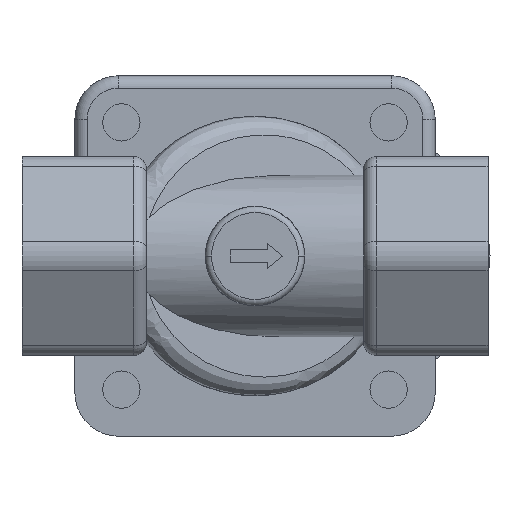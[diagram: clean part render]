
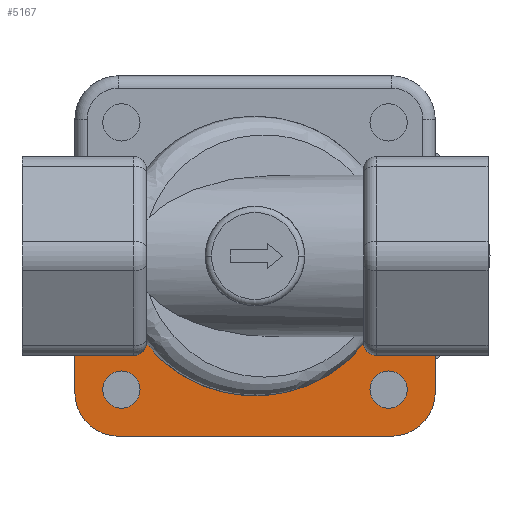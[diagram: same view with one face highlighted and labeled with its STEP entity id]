
A CAD part, front view. The second image highlights one B-rep face of the part: STEP entity #5167.
In plain terms, the highlighted planar face has unit normal (0, -1, 0).
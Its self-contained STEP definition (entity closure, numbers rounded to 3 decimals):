
#16 = EDGE_CURVE ( 'NONE', #6741, #5398, #9783, .T. ) ;
#128 = CIRCLE ( 'NONE', #3176, 2. ) ;
#197 = CARTESIAN_POINT ( 'NONE',  ( 19.5, -7., -16. ) ) ;
#214 = EDGE_CURVE ( 'NONE', #11165, #5657, #1555, .T. ) ;
#461 = AXIS2_PLACEMENT_3D ( 'NONE', #2966, #3152, #1004 ) ;
#575 = ORIENTED_EDGE ( 'NONE', *, *, #8547, .F. ) ;
#607 = DIRECTION ( 'NONE',  ( 0., -1., 0. ) ) ;
#810 = FACE_OUTER_BOUND ( 'NONE', #4637, .T. ) ;
#869 = DIRECTION ( 'NONE',  ( 1., 0., 0. ) ) ;
#1004 = DIRECTION ( 'NONE',  ( 0., 0., 1. ) ) ;
#1057 = LINE ( 'NONE', #5168, #9931 ) ;
#1058 = PLANE ( 'NONE',  #8363 ) ;
#1226 = DIRECTION ( 'NONE',  ( 0., 1., 0. ) ) ;
#1231 = ORIENTED_EDGE ( 'NONE', *, *, #4266, .F. ) ;
#1384 = CIRCLE ( 'NONE', #8452, 3. ) ;
#1436 = DIRECTION ( 'NONE',  ( -1., 0., 0. ) ) ;
#1538 = DIRECTION ( 'NONE',  ( 0., 0., 1. ) ) ;
#1555 = LINE ( 'NONE', #2321, #1709 ) ;
#1577 = VERTEX_POINT ( 'NONE', #4466 ) ;
#1709 = VECTOR ( 'NONE', #1436, 1000. ) ;
#1831 = VERTEX_POINT ( 'NONE', #197 ) ;
#1861 = VERTEX_POINT ( 'NONE', #4899 ) ;
#1914 = CARTESIAN_POINT ( 'NONE',  ( -19.5, -7., -14. ) ) ;
#1933 = EDGE_CURVE ( 'NONE', #1831, #11254, #1057, .T. ) ;
#1951 = DIRECTION ( 'NONE',  ( 0., 0., 1. ) ) ;
#2148 = DIRECTION ( 'NONE',  ( 0., 0., 1. ) ) ;
#2251 = LINE ( 'NONE', #7942, #5519 ) ;
#2280 = EDGE_CURVE ( 'NONE', #1861, #8359, #2539, .T. ) ;
#2321 = CARTESIAN_POINT ( 'NONE',  ( -17.5, -7., -16. ) ) ;
#2465 = EDGE_LOOP ( 'NONE', ( #5016, #3872 ) ) ;
#2489 = EDGE_CURVE ( 'NONE', #5017, #1577, #6998, .T. ) ;
#2539 = CIRCLE ( 'NONE', #4155, 7. ) ;
#2664 = CARTESIAN_POINT ( 'NONE',  ( 29., -7., -16. ) ) ;
#2778 = CARTESIAN_POINT ( 'NONE',  ( 21.5, -7., -21.5 ) ) ;
#2858 = DIRECTION ( 'NONE',  ( 0., 0., -1. ) ) ;
#2966 = CARTESIAN_POINT ( 'NONE',  ( 0., -7., 0. ) ) ;
#3036 = CARTESIAN_POINT ( 'NONE',  ( -21.5, -7., -21.5 ) ) ;
#3119 = CARTESIAN_POINT ( 'NONE',  ( -19.5, -7., -16. ) ) ;
#3152 = DIRECTION ( 'NONE',  ( 0., -1., 0. ) ) ;
#3176 = AXIS2_PLACEMENT_3D ( 'NONE', #5724, #607, #8322 ) ;
#3293 = CARTESIAN_POINT ( 'NONE',  ( 24.5, -7., -21.5 ) ) ;
#3371 = EDGE_CURVE ( 'NONE', #11165, #6321, #11061, .T. ) ;
#3424 = DIRECTION ( 'NONE',  ( 0., 0., 1. ) ) ;
#3536 = EDGE_CURVE ( 'NONE', #11806, #6486, #11472, .T. ) ;
#3811 = VECTOR ( 'NONE', #11392, 1000. ) ;
#3844 = ORIENTED_EDGE ( 'NONE', *, *, #214, .T. ) ;
#3872 = ORIENTED_EDGE ( 'NONE', *, *, #5346, .T. ) ;
#3929 = VERTEX_POINT ( 'NONE', #8206 ) ;
#4136 = EDGE_CURVE ( 'NONE', #1577, #5657, #2251, .T. ) ;
#4155 = AXIS2_PLACEMENT_3D ( 'NONE', #9717, #1226, #5083 ) ;
#4266 = EDGE_CURVE ( 'NONE', #6321, #3929, #9767, .T. ) ;
#4363 = AXIS2_PLACEMENT_3D ( 'NONE', #7305, #7189, #1538 ) ;
#4466 = CARTESIAN_POINT ( 'NONE',  ( -29., -7., -22. ) ) ;
#4551 = CARTESIAN_POINT ( 'NONE',  ( -22., -7., -29. ) ) ;
#4565 = CARTESIAN_POINT ( 'NONE',  ( 18.5, -7., -21.5 ) ) ;
#4637 = EDGE_LOOP ( 'NONE', ( #8829, #9390, #11041, #575, #1231, #8304, #3844, #11183, #6880, #8048 ) ) ;
#4899 = CARTESIAN_POINT ( 'NONE',  ( 29., -7., -22. ) ) ;
#5016 = ORIENTED_EDGE ( 'NONE', *, *, #3536, .T. ) ;
#5017 = VERTEX_POINT ( 'NONE', #4551 ) ;
#5083 = DIRECTION ( 'NONE',  ( 0., 0., 1. ) ) ;
#5167 = ADVANCED_FACE ( 'NONE', ( #810, #10692, #9733 ), #1058, .F. ) ;
#5168 = CARTESIAN_POINT ( 'NONE',  ( 20., -7., -16. ) ) ;
#5188 = EDGE_LOOP ( 'NONE', ( #12425, #10035 ) ) ;
#5346 = EDGE_CURVE ( 'NONE', #6486, #11806, #10196, .T. ) ;
#5398 = VERTEX_POINT ( 'NONE', #3293 ) ;
#5444 = CARTESIAN_POINT ( 'NONE',  ( -21.5, -7., -21.5 ) ) ;
#5519 = VECTOR ( 'NONE', #8776, 1000. ) ;
#5562 = DIRECTION ( 'NONE',  ( 0., 0., 1. ) ) ;
#5657 = VERTEX_POINT ( 'NONE', #7125 ) ;
#5680 = DIRECTION ( 'NONE',  ( 0., 1., 0. ) ) ;
#5724 = CARTESIAN_POINT ( 'NONE',  ( 19.5, -7., -14. ) ) ;
#5926 = CARTESIAN_POINT ( 'NONE',  ( 22., -7., -29. ) ) ;
#6241 = EDGE_CURVE ( 'NONE', #11254, #1861, #11540, .T. ) ;
#6321 = VERTEX_POINT ( 'NONE', #8858 ) ;
#6486 = VERTEX_POINT ( 'NONE', #10450 ) ;
#6557 = AXIS2_PLACEMENT_3D ( 'NONE', #3036, #10769, #2148 ) ;
#6586 = AXIS2_PLACEMENT_3D ( 'NONE', #1914, #10718, #7546 ) ;
#6641 = CARTESIAN_POINT ( 'NONE',  ( 20., -7., 0. ) ) ;
#6741 = VERTEX_POINT ( 'NONE', #4565 ) ;
#6880 = ORIENTED_EDGE ( 'NONE', *, *, #2489, .F. ) ;
#6998 = CIRCLE ( 'NONE', #4363, 7. ) ;
#7125 = CARTESIAN_POINT ( 'NONE',  ( -29., -7., -16. ) ) ;
#7189 = DIRECTION ( 'NONE',  ( 0., 1., 0. ) ) ;
#7232 = DIRECTION ( 'NONE',  ( 0., 1., 0. ) ) ;
#7305 = CARTESIAN_POINT ( 'NONE',  ( -22., -7., -22. ) ) ;
#7546 = DIRECTION ( 'NONE',  ( 0., 0., 1. ) ) ;
#7583 = LINE ( 'NONE', #7650, #3811 ) ;
#7650 = CARTESIAN_POINT ( 'NONE',  ( -29., -7., -29. ) ) ;
#7942 = CARTESIAN_POINT ( 'NONE',  ( -29., -7., 29. ) ) ;
#8048 = ORIENTED_EDGE ( 'NONE', *, *, #8150, .F. ) ;
#8150 = EDGE_CURVE ( 'NONE', #8359, #5017, #7583, .T. ) ;
#8206 = CARTESIAN_POINT ( 'NONE',  ( 17.505, -7., -14.136 ) ) ;
#8264 = EDGE_CURVE ( 'NONE', #5398, #6741, #1384, .T. ) ;
#8304 = ORIENTED_EDGE ( 'NONE', *, *, #3371, .F. ) ;
#8322 = DIRECTION ( 'NONE',  ( 0., 0., -1. ) ) ;
#8359 = VERTEX_POINT ( 'NONE', #5926 ) ;
#8363 = AXIS2_PLACEMENT_3D ( 'NONE', #6641, #5680, #869 ) ;
#8452 = AXIS2_PLACEMENT_3D ( 'NONE', #2778, #8603, #5562 ) ;
#8535 = CARTESIAN_POINT ( 'NONE',  ( 21.5, -7., -21.5 ) ) ;
#8547 = EDGE_CURVE ( 'NONE', #3929, #1831, #128, .T. ) ;
#8603 = DIRECTION ( 'NONE',  ( 0., 1., 0. ) ) ;
#8776 = DIRECTION ( 'NONE',  ( 0., 0., 1. ) ) ;
#8829 = ORIENTED_EDGE ( 'NONE', *, *, #2280, .F. ) ;
#8858 = CARTESIAN_POINT ( 'NONE',  ( -17.505, -7., -14.136 ) ) ;
#9033 = DIRECTION ( 'NONE',  ( 1., 0., 0. ) ) ;
#9390 = ORIENTED_EDGE ( 'NONE', *, *, #6241, .F. ) ;
#9629 = CARTESIAN_POINT ( 'NONE',  ( 29., -7., -29. ) ) ;
#9717 = CARTESIAN_POINT ( 'NONE',  ( 22., -7., -22. ) ) ;
#9733 = FACE_BOUND ( 'NONE', #5188, .T. ) ;
#9767 = CIRCLE ( 'NONE', #461, 22.5 ) ;
#9783 = CIRCLE ( 'NONE', #11214, 3. ) ;
#9931 = VECTOR ( 'NONE', #9033, 1000. ) ;
#10035 = ORIENTED_EDGE ( 'NONE', *, *, #16, .T. ) ;
#10196 = CIRCLE ( 'NONE', #6557, 3. ) ;
#10450 = CARTESIAN_POINT ( 'NONE',  ( -24.5, -7., -21.5 ) ) ;
#10633 = DIRECTION ( 'NONE',  ( 0., 1., 0. ) ) ;
#10692 = FACE_BOUND ( 'NONE', #2465, .T. ) ;
#10718 = DIRECTION ( 'NONE',  ( 0., -1., 0. ) ) ;
#10769 = DIRECTION ( 'NONE',  ( 0., 1., 0. ) ) ;
#10917 = VECTOR ( 'NONE', #2858, 1000. ) ;
#11041 = ORIENTED_EDGE ( 'NONE', *, *, #1933, .F. ) ;
#11061 = CIRCLE ( 'NONE', #6586, 2. ) ;
#11165 = VERTEX_POINT ( 'NONE', #3119 ) ;
#11183 = ORIENTED_EDGE ( 'NONE', *, *, #4136, .F. ) ;
#11214 = AXIS2_PLACEMENT_3D ( 'NONE', #8535, #10633, #1951 ) ;
#11254 = VERTEX_POINT ( 'NONE', #2664 ) ;
#11259 = CARTESIAN_POINT ( 'NONE',  ( -18.5, -7., -21.5 ) ) ;
#11392 = DIRECTION ( 'NONE',  ( -1., 0., 0. ) ) ;
#11472 = CIRCLE ( 'NONE', #12482, 3. ) ;
#11540 = LINE ( 'NONE', #9629, #10917 ) ;
#11806 = VERTEX_POINT ( 'NONE', #11259 ) ;
#12425 = ORIENTED_EDGE ( 'NONE', *, *, #8264, .T. ) ;
#12482 = AXIS2_PLACEMENT_3D ( 'NONE', #5444, #7232, #3424 ) ;
